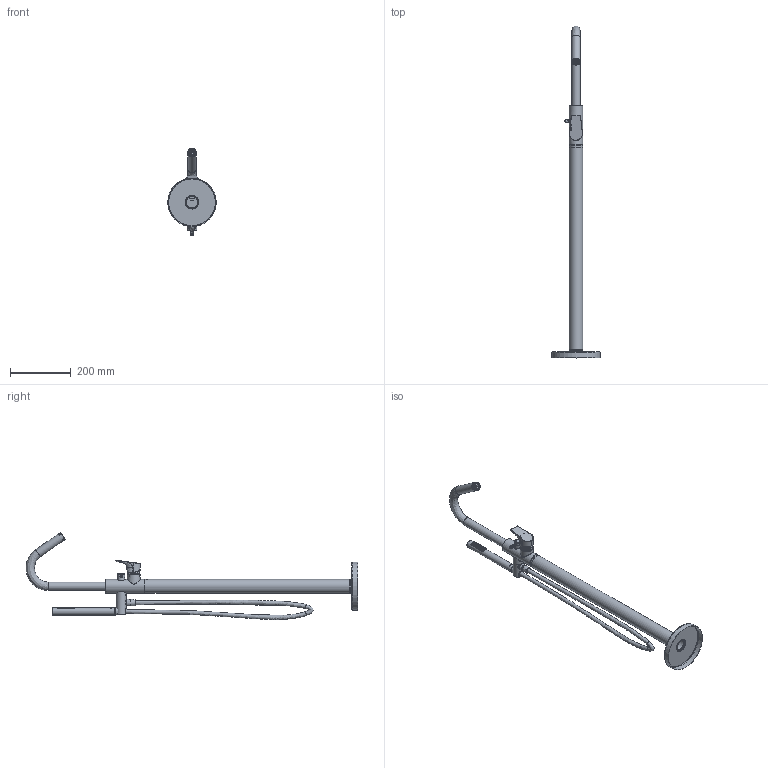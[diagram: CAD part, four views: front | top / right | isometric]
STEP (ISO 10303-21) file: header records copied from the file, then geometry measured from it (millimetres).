
FILE_DESCRIPTION (( 'STEP AP203' ), '1' );
FILE_NAME ('21CP03359.STEP', '2021-04-14T08:11:51', ( '' ), ( '' ), 'SwSTEP 2.0', 'SolidWorks 2018', '' );
FILE_SCHEMA (( 'CONFIG_CONTROL_DESIGN' ));
Length unit declared in the file: millimetre
Products named in the file (1): 21CP03359
Bounding box: 160 x 1097 x 288 mm (x, y, z)
Volume: 708321.6 mm3; surface area: 486507.8 mm2
Topology: 20 solids, 20 shells, 826 faces, 2016 edges, 1371 vertices
Faces by surface type: plane 329, cylinder 288, cone 130, bspline 63, sphere 9, torus 7
Full cylindrical faces by diameter (mm): 2.3 x1, 3.3 x1, 3.5 x1, 4 x49, 4.2 x2, 5 x8, 6.2 x1, 6.5 x1, 6.6 x1, 6.8 x1, 8 x1, 9.5 x1, 9.8 x1, 10 x1, 10.5 x1, 13.4 x1, 13.5 x1, 14 x2, 15 x1, 16 x1, 17 x1, 17.5 x1, 18 x3, 18.1 x1, 18.3 x1, 18.5 x1, 18.632 x1, 20 x3, 20.5 x2, 20.8 x1
Entity records: 47410 total; most frequent: CARTESIAN_POINT 31974, ORIENTED_EDGE 2920, DIRECTION 2902, EDGE_CURVE 1460, EDGE_LOOP 1177, AXIS2_PLACEMENT_3D 1159, VERTEX_POINT 1101, FACE_OUTER_BOUND 858
